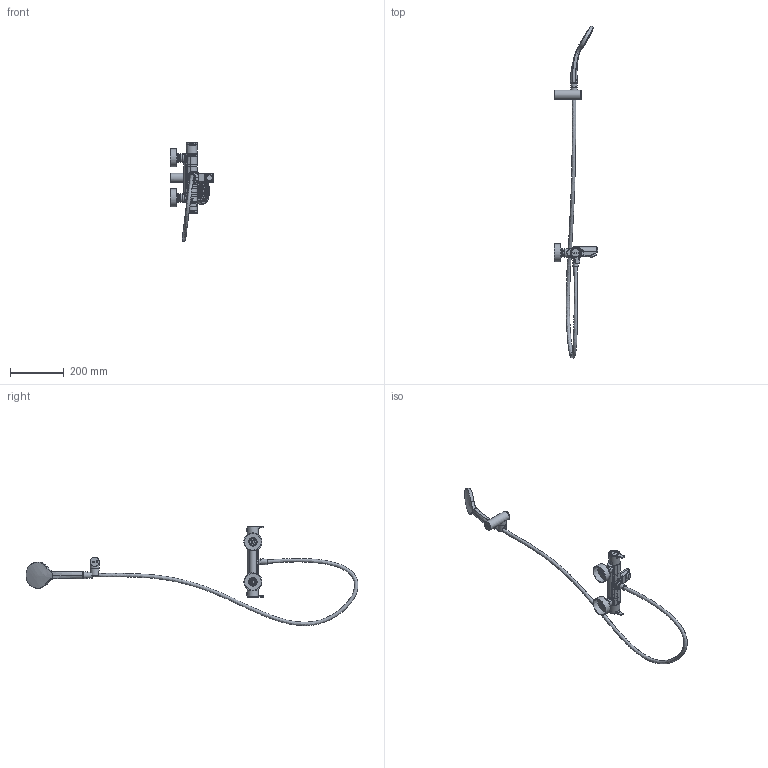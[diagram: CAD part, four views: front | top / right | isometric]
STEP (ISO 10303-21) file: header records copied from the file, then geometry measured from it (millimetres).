
FILE_DESCRIPTION (( 'STEP AP203' ), '1' );
FILE_NAME ('94CP02571.STEP', '2021-03-24T13:33:55', ( '' ), ( '' ), 'SwSTEP 2.0', 'SolidWorks 2018', '' );
FILE_SCHEMA (( 'CONFIG_CONTROL_DESIGN' ));
Length unit declared in the file: millimetre
Products named in the file (1): 94CP02571
Bounding box: 160.75 x 1235.65 x 369.13 mm (x, y, z)
Volume: 720805.5 mm3; surface area: 288867.6 mm2
Topology: 22 solids, 22 shells, 1426 faces, 3506 edges, 2278 vertices
Faces by surface type: plane 550, cylinder 506, bspline 155, torus 117, cone 91, sphere 7
Full cylindrical faces by diameter (mm): 2.3 x1, 3.1 x4, 3.3 x2, 4 x80, 4.15 x2, 4.5 x1, 4.65 x2, 5.8 x7, 6 x1, 6.2 x1, 8 x1, 8.9 x1, 9.8 x3, 10 x1, 10.1 x2, 10.5 x1, 12 x1, 12.8 x2, 13.4 x1, 14 x2, 14.1 x1, 14.5 x2, 15 x5, 16 x1, 16.2 x2, 17.6 x1, 17.7 x1, 18 x2, 18.1 x1, 18.2 x2
Entity records: 67251 total; most frequent: CARTESIAN_POINT 37799, ORIENTED_EDGE 5828, DIRECTION 5621, EDGE_CURVE 2914, AXIS2_PLACEMENT_3D 2256, VERTEX_POINT 2098, EDGE_LOOP 2002, FACE_OUTER_BOUND 1716
